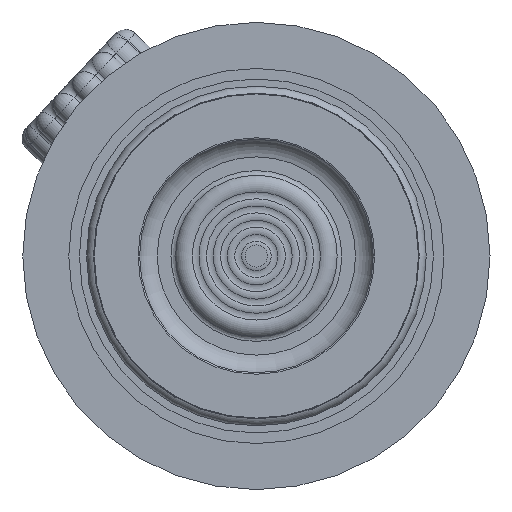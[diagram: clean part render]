
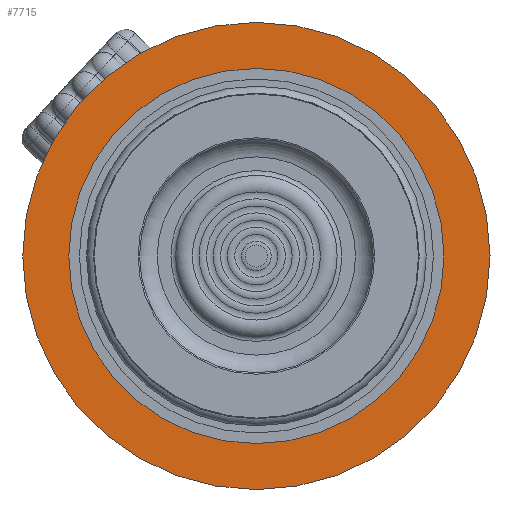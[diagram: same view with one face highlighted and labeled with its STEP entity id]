
A CAD part, front view. The second image highlights one B-rep face of the part: STEP entity #7715.
In plain terms, the highlighted planar face has unit normal (0, -1, 0).
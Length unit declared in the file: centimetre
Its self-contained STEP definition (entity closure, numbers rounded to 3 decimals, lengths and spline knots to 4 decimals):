
#1104=FACE_BOUND('',#1809,.T.);
#1290=FACE_OUTER_BOUND('',#1808,.T.);
#1808=EDGE_LOOP('',(#4925));
#1809=EDGE_LOOP('',(#4926));
#2372=CIRCLE('',#8254,3.3);
#2373=CIRCLE('',#8256,2.65);
#3060=VERTEX_POINT('',#12006);
#3061=VERTEX_POINT('',#12009);
#3770=EDGE_CURVE('',#3060,#3060,#2372,.T.);
#3771=EDGE_CURVE('',#3061,#3061,#2373,.T.);
#4925=ORIENTED_EDGE('',*,*,#3770,.T.);
#4926=ORIENTED_EDGE('',*,*,#3771,.F.);
#7107=PLANE('',#8255);
#7715=ADVANCED_FACE('',(#1290,#1104),#7107,.T.);
#8254=AXIS2_PLACEMENT_3D('',#12007,#9400,#9401);
#8255=AXIS2_PLACEMENT_3D('',#12008,#9402,#9403);
#8256=AXIS2_PLACEMENT_3D('',#12010,#9404,#9405);
#9400=DIRECTION('center_axis',(0.,-1.,0.));
#9401=DIRECTION('ref_axis',(1.,0.,0.));
#9402=DIRECTION('center_axis',(0.,-1.,0.));
#9403=DIRECTION('ref_axis',(0.,0.,-1.));
#9404=DIRECTION('center_axis',(0.,-1.,0.));
#9405=DIRECTION('ref_axis',(1.,0.,0.));
#12006=CARTESIAN_POINT('',(3.423,-1.1503,0.0156));
#12007=CARTESIAN_POINT('Origin',(0.123,-1.1503,0.0156));
#12008=CARTESIAN_POINT('Origin',(3.098,-1.1503,0.0156));
#12009=CARTESIAN_POINT('',(2.773,-1.1503,0.0156));
#12010=CARTESIAN_POINT('Origin',(0.123,-1.1503,0.0156));
